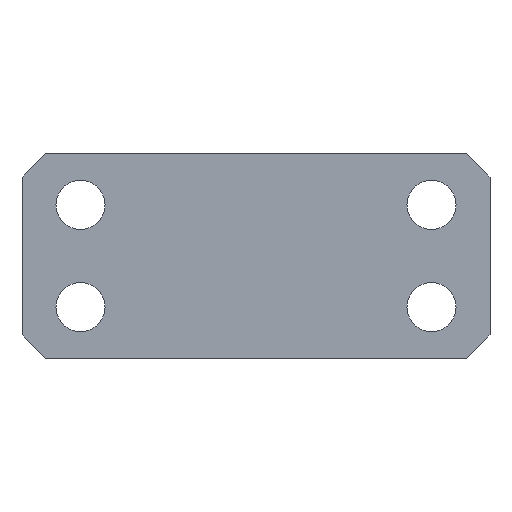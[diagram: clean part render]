
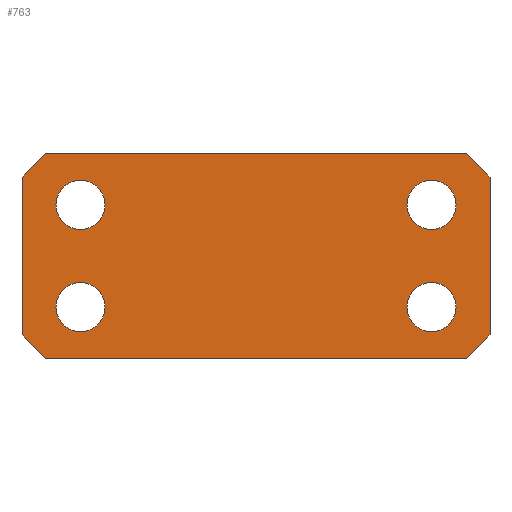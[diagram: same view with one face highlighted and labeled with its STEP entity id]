
A CAD part, front view. The second image highlights one B-rep face of the part: STEP entity #763.
In plain terms, the highlighted planar face has unit normal (0, -1, 0).
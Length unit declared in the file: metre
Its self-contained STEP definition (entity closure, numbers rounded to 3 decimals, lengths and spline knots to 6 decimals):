
#45=LINE('',#1146,#141);
#47=LINE('',#1150,#143);
#50=LINE('',#1156,#146);
#54=LINE('',#1164,#150);
#56=LINE('',#1168,#152);
#57=LINE('',#1169,#153);
#58=LINE('',#1170,#154);
#59=LINE('',#1171,#155);
#141=VECTOR('',#922,1.);
#143=VECTOR('',#926,1.);
#146=VECTOR('',#931,1.);
#150=VECTOR('',#937,1.);
#152=VECTOR('',#941,1.);
#153=VECTOR('',#942,1.);
#154=VECTOR('',#943,1.);
#155=VECTOR('',#944,1.);
#209=PLANE('',#826);
#298=ORIENTED_EDGE('',*,*,#454,.F.);
#299=ORIENTED_EDGE('',*,*,#452,.T.);
#300=ORIENTED_EDGE('',*,*,#500,.T.);
#301=ORIENTED_EDGE('',*,*,#502,.T.);
#302=ORIENTED_EDGE('',*,*,#496,.F.);
#303=ORIENTED_EDGE('',*,*,#503,.T.);
#304=ORIENTED_EDGE('',*,*,#493,.F.);
#305=ORIENTED_EDGE('',*,*,#504,.T.);
#306=ORIENTED_EDGE('',*,*,#491,.T.);
#307=ORIENTED_EDGE('',*,*,#505,.T.);
#308=ORIENTED_EDGE('',*,*,#450,.T.);
#309=ORIENTED_EDGE('',*,*,#456,.F.);
#450=EDGE_CURVE('',#554,#554,#626,.T.);
#452=EDGE_CURVE('',#556,#556,#628,.T.);
#454=EDGE_CURVE('',#558,#558,#630,.T.);
#456=EDGE_CURVE('',#560,#560,#632,.T.);
#491=EDGE_CURVE('',#595,#594,#45,.T.);
#493=EDGE_CURVE('',#596,#597,#47,.T.);
#496=EDGE_CURVE('',#598,#599,#50,.T.);
#500=EDGE_CURVE('',#601,#600,#54,.T.);
#502=EDGE_CURVE('',#600,#599,#56,.T.);
#503=EDGE_CURVE('',#598,#597,#57,.F.);
#504=EDGE_CURVE('',#596,#595,#58,.T.);
#505=EDGE_CURVE('',#594,#601,#59,.F.);
#554=VERTEX_POINT('',#1060);
#556=VERTEX_POINT('',#1065);
#558=VERTEX_POINT('',#1070);
#560=VERTEX_POINT('',#1075);
#594=VERTEX_POINT('',#1145);
#595=VERTEX_POINT('',#1147);
#596=VERTEX_POINT('',#1151);
#597=VERTEX_POINT('',#1152);
#598=VERTEX_POINT('',#1157);
#599=VERTEX_POINT('',#1158);
#600=VERTEX_POINT('',#1163);
#601=VERTEX_POINT('',#1165);
#626=CIRCLE('',#810,0.0021);
#628=CIRCLE('',#813,0.0021);
#630=CIRCLE('',#816,0.0021);
#632=CIRCLE('',#819,0.0021);
#651=EDGE_LOOP('',(#298));
#652=EDGE_LOOP('',(#299));
#653=EDGE_LOOP('',(#300,#301,#302,#303,#304,#305,#306,#307));
#654=EDGE_LOOP('',(#308));
#655=EDGE_LOOP('',(#309));
#709=FACE_BOUND('',#651,.T.);
#710=FACE_BOUND('',#652,.T.);
#711=FACE_BOUND('',#653,.T.);
#712=FACE_BOUND('',#654,.T.);
#713=FACE_BOUND('',#655,.T.);
#763=ADVANCED_FACE('',(#709,#710,#711,#712,#713),#209,.F.);
#810=AXIS2_PLACEMENT_3D('',#1059,#863,#864);
#813=AXIS2_PLACEMENT_3D('',#1064,#869,#870);
#816=AXIS2_PLACEMENT_3D('',#1069,#875,#876);
#819=AXIS2_PLACEMENT_3D('',#1074,#881,#882);
#826=AXIS2_PLACEMENT_3D('',#1167,#939,#940);
#863=DIRECTION('',(0.,1.,0.));
#864=DIRECTION('',(0.,0.,1.));
#869=DIRECTION('',(0.,1.,0.));
#870=DIRECTION('',(0.,0.,1.));
#875=DIRECTION('',(0.,-1.,0.));
#876=DIRECTION('',(0.,0.,1.));
#881=DIRECTION('',(0.,-1.,0.));
#882=DIRECTION('',(0.,0.,1.));
#922=DIRECTION('',(0.,0.,-1.));
#926=DIRECTION('',(1.,0.,0.));
#931=DIRECTION('',(0.,0.,-1.));
#937=DIRECTION('',(1.,0.,0.));
#939=DIRECTION('',(0.,1.,0.));
#940=DIRECTION('',(-1.,0.,0.));
#941=DIRECTION('',(0.707,0.,0.707));
#942=DIRECTION('',(0.707,0.,-0.707));
#943=DIRECTION('',(-0.707,0.,-0.707));
#944=DIRECTION('',(-0.707,0.,0.707));
#1059=CARTESIAN_POINT('',(0.015,-0.055,0.020839));
#1060=CARTESIAN_POINT('',(0.015,-0.055,0.022939));
#1064=CARTESIAN_POINT('',(-0.015,-0.055,0.020839));
#1065=CARTESIAN_POINT('',(-0.015,-0.055,0.022939));
#1069=CARTESIAN_POINT('',(-0.015,-0.055,0.012089));
#1070=CARTESIAN_POINT('',(-0.015,-0.055,0.014189));
#1074=CARTESIAN_POINT('',(0.015,-0.055,0.012089));
#1075=CARTESIAN_POINT('',(0.015,-0.055,0.014189));
#1145=CARTESIAN_POINT('',(-0.02,-0.055,0.009714));
#1146=CARTESIAN_POINT('',(-0.02,-0.055,0.016464));
#1147=CARTESIAN_POINT('',(-0.02,-0.055,0.023214));
#1150=CARTESIAN_POINT('',(0.,-0.055,0.025214));
#1151=CARTESIAN_POINT('',(-0.018,-0.055,0.025214));
#1152=CARTESIAN_POINT('',(0.018,-0.055,0.025214));
#1156=CARTESIAN_POINT('',(0.02,-0.055,0.016464));
#1157=CARTESIAN_POINT('',(0.02,-0.055,0.023214));
#1158=CARTESIAN_POINT('',(0.02,-0.055,0.009714));
#1163=CARTESIAN_POINT('',(0.018,-0.055,0.007714));
#1164=CARTESIAN_POINT('',(0.,-0.055,0.007714));
#1165=CARTESIAN_POINT('',(-0.018,-0.055,0.007714));
#1167=CARTESIAN_POINT('',(0.0475,-0.055,0.016464));
#1168=CARTESIAN_POINT('',(0.018,-0.055,0.007714));
#1169=CARTESIAN_POINT('',(0.02,-0.055,0.023214));
#1170=CARTESIAN_POINT('',(-0.018,-0.055,0.025214));
#1171=CARTESIAN_POINT('',(-0.02,-0.055,0.009714));
